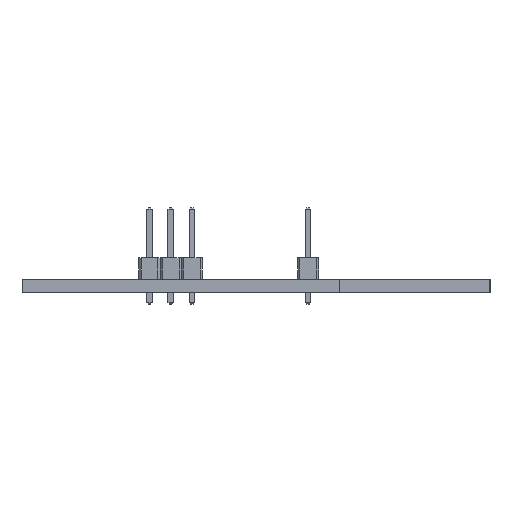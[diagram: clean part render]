
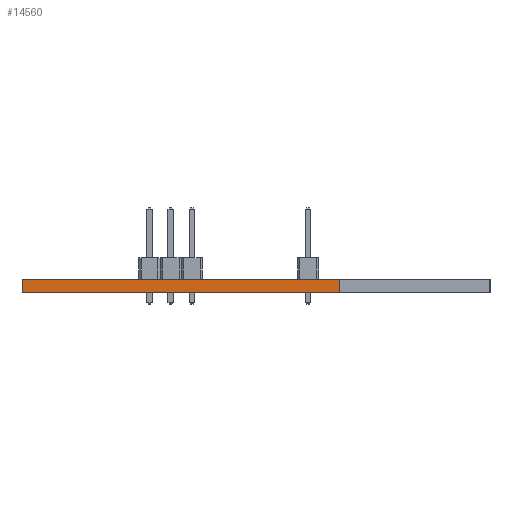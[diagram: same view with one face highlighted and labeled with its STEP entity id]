
A CAD part, left-side view. The second image highlights one B-rep face of the part: STEP entity #14560.
In plain terms, the highlighted planar face has unit normal (-1, 0, 0).
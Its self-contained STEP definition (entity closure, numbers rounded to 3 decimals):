
#14379 = PLANE('',#14380);
#14380 = AXIS2_PLACEMENT_3D('',#14381,#14382,#14383);
#14381 = CARTESIAN_POINT('',(177.8,-50.8,0.));
#14382 = DIRECTION('',(0.,-1.,0.));
#14383 = DIRECTION('',(-1.,0.,0.));
#14404 = VERTEX_POINT('',#14405);
#14405 = CARTESIAN_POINT('',(139.7,-50.8,1.6));
#14419 = PLANE('',#14420);
#14420 = AXIS2_PLACEMENT_3D('',#14421,#14422,#14423);
#14421 = CARTESIAN_POINT('',(158.75,-86.566,1.6));
#14422 = DIRECTION('',(0.,0.,1.));
#14423 = DIRECTION('',(1.,0.,-0.));
#14431 = EDGE_CURVE('',#14432,#14404,#14434,.T.);
#14432 = VERTEX_POINT('',#14433);
#14433 = CARTESIAN_POINT('',(139.7,-50.8,0.));
#14434 = SURFACE_CURVE('',#14435,(#14439,#14446),.PCURVE_S1.);
#14435 = LINE('',#14436,#14437);
#14436 = CARTESIAN_POINT('',(139.7,-50.8,0.));
#14437 = VECTOR('',#14438,1.);
#14438 = DIRECTION('',(0.,0.,1.));
#14439 = PCURVE('',#14379,#14440);
#14440 = DEFINITIONAL_REPRESENTATION('',(#14441),#14445);
#14441 = LINE('',#14442,#14443);
#14442 = CARTESIAN_POINT('',(38.1,0.));
#14443 = VECTOR('',#14444,1.);
#14444 = DIRECTION('',(0.,-1.));
#14445 = ( GEOMETRIC_REPRESENTATION_CONTEXT(2) 
PARAMETRIC_REPRESENTATION_CONTEXT() REPRESENTATION_CONTEXT('2D SPACE',''
  ) );
#14446 = PCURVE('',#14447,#14452);
#14447 = PLANE('',#14448);
#14448 = AXIS2_PLACEMENT_3D('',#14449,#14450,#14451);
#14449 = CARTESIAN_POINT('',(139.7,-50.8,0.));
#14450 = DIRECTION('',(1.,0.,-0.));
#14451 = DIRECTION('',(0.,-1.,0.));
#14452 = DEFINITIONAL_REPRESENTATION('',(#14453),#14457);
#14453 = LINE('',#14454,#14455);
#14454 = CARTESIAN_POINT('',(0.,0.));
#14455 = VECTOR('',#14456,1.);
#14456 = DIRECTION('',(0.,-1.));
#14457 = ( GEOMETRIC_REPRESENTATION_CONTEXT(2) 
PARAMETRIC_REPRESENTATION_CONTEXT() REPRESENTATION_CONTEXT('2D SPACE',''
  ) );
#14473 = PLANE('',#14474);
#14474 = AXIS2_PLACEMENT_3D('',#14475,#14476,#14477);
#14475 = CARTESIAN_POINT('',(158.75,-86.566,0.));
#14476 = DIRECTION('',(0.,0.,1.));
#14477 = DIRECTION('',(1.,0.,-0.));
#14560 = ADVANCED_FACE('',(#14561),#14447,.F.);
#14561 = FACE_BOUND('',#14562,.F.);
#14562 = EDGE_LOOP('',(#14563,#14564,#14587,#14615));
#14563 = ORIENTED_EDGE('',*,*,#14431,.T.);
#14564 = ORIENTED_EDGE('',*,*,#14565,.T.);
#14565 = EDGE_CURVE('',#14404,#14566,#14568,.T.);
#14566 = VERTEX_POINT('',#14567);
#14567 = CARTESIAN_POINT('',(139.7,-88.9,1.6));
#14568 = SURFACE_CURVE('',#14569,(#14573,#14580),.PCURVE_S1.);
#14569 = LINE('',#14570,#14571);
#14570 = CARTESIAN_POINT('',(139.7,-50.8,1.6));
#14571 = VECTOR('',#14572,1.);
#14572 = DIRECTION('',(0.,-1.,0.));
#14573 = PCURVE('',#14447,#14574);
#14574 = DEFINITIONAL_REPRESENTATION('',(#14575),#14579);
#14575 = LINE('',#14576,#14577);
#14576 = CARTESIAN_POINT('',(0.,-1.6));
#14577 = VECTOR('',#14578,1.);
#14578 = DIRECTION('',(1.,0.));
#14579 = ( GEOMETRIC_REPRESENTATION_CONTEXT(2) 
PARAMETRIC_REPRESENTATION_CONTEXT() REPRESENTATION_CONTEXT('2D SPACE',''
  ) );
#14580 = PCURVE('',#14419,#14581);
#14581 = DEFINITIONAL_REPRESENTATION('',(#14582),#14586);
#14582 = LINE('',#14583,#14584);
#14583 = CARTESIAN_POINT('',(-19.05,35.766));
#14584 = VECTOR('',#14585,1.);
#14585 = DIRECTION('',(0.,-1.));
#14586 = ( GEOMETRIC_REPRESENTATION_CONTEXT(2) 
PARAMETRIC_REPRESENTATION_CONTEXT() REPRESENTATION_CONTEXT('2D SPACE',''
  ) );
#14587 = ORIENTED_EDGE('',*,*,#14588,.F.);
#14588 = EDGE_CURVE('',#14589,#14566,#14591,.T.);
#14589 = VERTEX_POINT('',#14590);
#14590 = CARTESIAN_POINT('',(139.7,-88.9,0.));
#14591 = SURFACE_CURVE('',#14592,(#14596,#14603),.PCURVE_S1.);
#14592 = LINE('',#14593,#14594);
#14593 = CARTESIAN_POINT('',(139.7,-88.9,0.));
#14594 = VECTOR('',#14595,1.);
#14595 = DIRECTION('',(0.,0.,1.));
#14596 = PCURVE('',#14447,#14597);
#14597 = DEFINITIONAL_REPRESENTATION('',(#14598),#14602);
#14598 = LINE('',#14599,#14600);
#14599 = CARTESIAN_POINT('',(38.1,0.));
#14600 = VECTOR('',#14601,1.);
#14601 = DIRECTION('',(0.,-1.));
#14602 = ( GEOMETRIC_REPRESENTATION_CONTEXT(2) 
PARAMETRIC_REPRESENTATION_CONTEXT() REPRESENTATION_CONTEXT('2D SPACE',''
  ) );
#14603 = PCURVE('',#14604,#14609);
#14604 = PLANE('',#14605);
#14605 = AXIS2_PLACEMENT_3D('',#14606,#14607,#14608);
#14606 = CARTESIAN_POINT('',(139.7,-88.9,0.));
#14607 = DIRECTION('',(0.,-1.,0.));
#14608 = DIRECTION('',(-1.,0.,0.));
#14609 = DEFINITIONAL_REPRESENTATION('',(#14610),#14614);
#14610 = LINE('',#14611,#14612);
#14611 = CARTESIAN_POINT('',(0.,-0.));
#14612 = VECTOR('',#14613,1.);
#14613 = DIRECTION('',(0.,-1.));
#14614 = ( GEOMETRIC_REPRESENTATION_CONTEXT(2) 
PARAMETRIC_REPRESENTATION_CONTEXT() REPRESENTATION_CONTEXT('2D SPACE',''
  ) );
#14615 = ORIENTED_EDGE('',*,*,#14616,.F.);
#14616 = EDGE_CURVE('',#14432,#14589,#14617,.T.);
#14617 = SURFACE_CURVE('',#14618,(#14622,#14629),.PCURVE_S1.);
#14618 = LINE('',#14619,#14620);
#14619 = CARTESIAN_POINT('',(139.7,-50.8,0.));
#14620 = VECTOR('',#14621,1.);
#14621 = DIRECTION('',(0.,-1.,0.));
#14622 = PCURVE('',#14447,#14623);
#14623 = DEFINITIONAL_REPRESENTATION('',(#14624),#14628);
#14624 = LINE('',#14625,#14626);
#14625 = CARTESIAN_POINT('',(0.,0.));
#14626 = VECTOR('',#14627,1.);
#14627 = DIRECTION('',(1.,0.));
#14628 = ( GEOMETRIC_REPRESENTATION_CONTEXT(2) 
PARAMETRIC_REPRESENTATION_CONTEXT() REPRESENTATION_CONTEXT('2D SPACE',''
  ) );
#14629 = PCURVE('',#14473,#14630);
#14630 = DEFINITIONAL_REPRESENTATION('',(#14631),#14635);
#14631 = LINE('',#14632,#14633);
#14632 = CARTESIAN_POINT('',(-19.05,35.766));
#14633 = VECTOR('',#14634,1.);
#14634 = DIRECTION('',(0.,-1.));
#14635 = ( GEOMETRIC_REPRESENTATION_CONTEXT(2) 
PARAMETRIC_REPRESENTATION_CONTEXT() REPRESENTATION_CONTEXT('2D SPACE',''
  ) );
